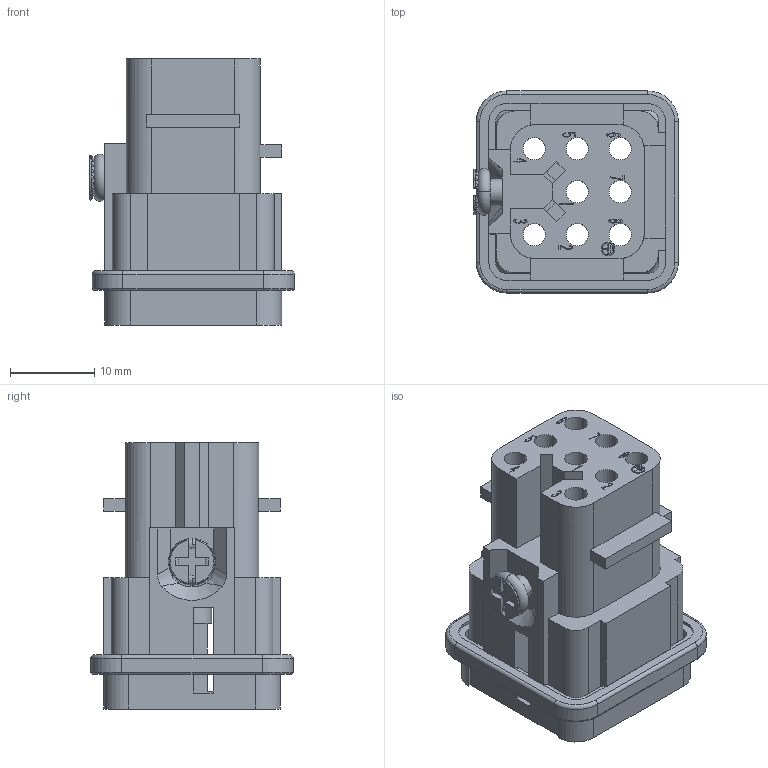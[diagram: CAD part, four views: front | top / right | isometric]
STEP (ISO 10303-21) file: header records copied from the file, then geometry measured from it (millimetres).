
FILE_DESCRIPTION((''),'2;1');
FILE_NAME('7-2','2017-08-17T',('tl.yang'),(''),'PRO/ENGINEER BY PARAMETRIC TECHNOLOGY CORPORATION, 2011500','PRO/ENGINEER BY PARAMETRIC TECHNOLOGY CORPORATION, 2011500','');
FILE_SCHEMA(('CONFIG_CONTROL_DESIGN'));
Length unit declared in the file: millimetre
Products named in the file (1): 7-2
Bounding box: 24.3 x 24 x 31.6 mm (x, y, z)
Volume: 5826.7 mm3; surface area: 6627.6 mm2
Topology: 1 solids, 4 shells, 1004 faces, 2911 edges, 1932 vertices
Faces by surface type: plane 811, cylinder 110, bspline 38, cone 27, torus 18
Entity records: 33834 total; most frequent: CARTESIAN_POINT 7408, ORIENTED_EDGE 5822, DIRECTION 4967, EDGE_CURVE 2911, VECTOR 2399, LINE 2399, VERTEX_POINT 1932, AXIS2_PLACEMENT_3D 1284
